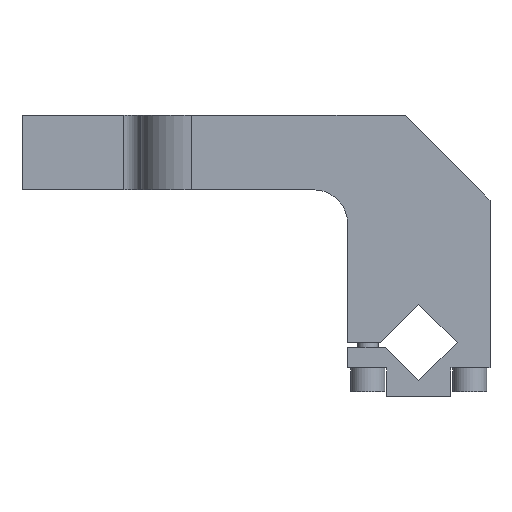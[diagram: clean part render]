
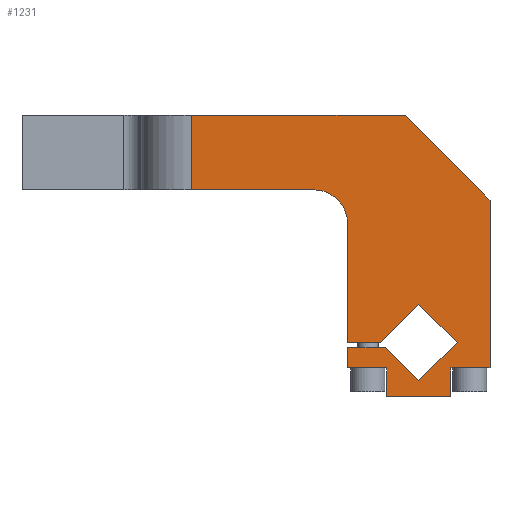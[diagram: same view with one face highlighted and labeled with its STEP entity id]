
A CAD part, left-side view. The second image highlights one B-rep face of the part: STEP entity #1231.
In plain terms, the highlighted planar face has unit normal (-1, 0, 0).
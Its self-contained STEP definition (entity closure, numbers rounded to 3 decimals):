
#84=PLANE('',#1334);
#143=FACE_OUTER_BOUND('',#229,.T.);
#229=EDGE_LOOP('',(#1106,#1107,#1108,#1109,#1110,#1111,#1112,#1113,#1114,
#1115,#1116,#1117,#1118,#1119,#1120,#1121,#1122,#1123,#1124,#1125,#1126));
#238=LINE('',#1690,#370);
#241=LINE('',#1702,#373);
#260=LINE('',#1779,#392);
#271=LINE('',#1798,#403);
#276=LINE('',#1847,#408);
#277=LINE('',#1849,#409);
#281=LINE('',#1857,#413);
#282=LINE('',#1859,#414);
#325=LINE('',#1941,#457);
#329=LINE('',#1949,#461);
#333=LINE('',#1957,#465);
#337=LINE('',#1965,#469);
#341=LINE('',#1973,#473);
#345=LINE('',#1981,#477);
#347=LINE('',#1985,#479);
#351=LINE('',#1993,#483);
#355=LINE('',#2001,#487);
#357=LINE('',#2005,#489);
#361=LINE('',#2013,#493);
#363=LINE('',#2017,#495);
#370=VECTOR('',#1353,35.);
#373=VECTOR('',#1364,36.006);
#392=VECTOR('',#1435,63.006);
#403=VECTOR('',#1452,22.);
#408=VECTOR('',#1515,5.5);
#409=VECTOR('',#1516,6.);
#413=VECTOR('',#1522,6.);
#414=VECTOR('',#1523,5.5);
#457=VECTOR('',#1584,9.686);
#461=VECTOR('',#1592,16.);
#465=VECTOR('',#1600,16.);
#469=VECTOR('',#1608,16.);
#473=VECTOR('',#1616,13.879);
#477=VECTOR('',#1624,11.186);
#479=VECTOR('',#1630,6.);
#483=VECTOR('',#1638,8.5);
#487=VECTOR('',#1646,19.);
#489=VECTOR('',#1652,8.5);
#493=VECTOR('',#1660,49.5);
#495=VECTOR('',#1666,35.355);
#497=CIRCLE('',#1239,10.);
#534=VERTEX_POINT('',#1676);
#535=VERTEX_POINT('',#1678);
#539=VERTEX_POINT('',#1688);
#544=VERTEX_POINT('',#1701);
#575=VERTEX_POINT('',#1776);
#576=VERTEX_POINT('',#1778);
#587=VERTEX_POINT('',#1820);
#589=VERTEX_POINT('',#1826);
#596=VERTEX_POINT('',#1845);
#597=VERTEX_POINT('',#1848);
#600=VERTEX_POINT('',#1855);
#601=VERTEX_POINT('',#1858);
#631=VERTEX_POINT('',#1939);
#633=VERTEX_POINT('',#1947);
#635=VERTEX_POINT('',#1955);
#637=VERTEX_POINT('',#1963);
#639=VERTEX_POINT('',#1971);
#641=VERTEX_POINT('',#1979);
#643=VERTEX_POINT('',#1991);
#645=VERTEX_POINT('',#1999);
#647=VERTEX_POINT('',#2011);
#650=EDGE_CURVE('',#534,#535,#497,.T.);
#656=EDGE_CURVE('',#534,#539,#238,.T.);
#661=EDGE_CURVE('',#544,#535,#241,.T.);
#700=EDGE_CURVE('',#576,#575,#260,.T.);
#711=EDGE_CURVE('',#544,#575,#271,.T.);
#728=EDGE_CURVE('',#587,#596,#276,.T.);
#729=EDGE_CURVE('',#597,#587,#277,.T.);
#733=EDGE_CURVE('',#589,#600,#281,.T.);
#734=EDGE_CURVE('',#601,#589,#282,.T.);
#777=EDGE_CURVE('',#539,#631,#325,.T.);
#781=EDGE_CURVE('',#631,#633,#329,.T.);
#785=EDGE_CURVE('',#633,#635,#333,.T.);
#789=EDGE_CURVE('',#635,#637,#337,.T.);
#793=EDGE_CURVE('',#637,#639,#341,.T.);
#797=EDGE_CURVE('',#639,#641,#345,.T.);
#799=EDGE_CURVE('',#641,#597,#347,.T.);
#803=EDGE_CURVE('',#596,#643,#351,.T.);
#807=EDGE_CURVE('',#643,#645,#355,.T.);
#809=EDGE_CURVE('',#645,#601,#357,.T.);
#813=EDGE_CURVE('',#600,#647,#361,.T.);
#815=EDGE_CURVE('',#647,#576,#363,.T.);
#1106=ORIENTED_EDGE('',*,*,#711,.F.);
#1107=ORIENTED_EDGE('',*,*,#661,.T.);
#1108=ORIENTED_EDGE('',*,*,#650,.F.);
#1109=ORIENTED_EDGE('',*,*,#656,.T.);
#1110=ORIENTED_EDGE('',*,*,#777,.T.);
#1111=ORIENTED_EDGE('',*,*,#781,.T.);
#1112=ORIENTED_EDGE('',*,*,#785,.T.);
#1113=ORIENTED_EDGE('',*,*,#789,.T.);
#1114=ORIENTED_EDGE('',*,*,#793,.T.);
#1115=ORIENTED_EDGE('',*,*,#797,.T.);
#1116=ORIENTED_EDGE('',*,*,#799,.T.);
#1117=ORIENTED_EDGE('',*,*,#729,.T.);
#1118=ORIENTED_EDGE('',*,*,#728,.T.);
#1119=ORIENTED_EDGE('',*,*,#803,.T.);
#1120=ORIENTED_EDGE('',*,*,#807,.T.);
#1121=ORIENTED_EDGE('',*,*,#809,.T.);
#1122=ORIENTED_EDGE('',*,*,#734,.T.);
#1123=ORIENTED_EDGE('',*,*,#733,.T.);
#1124=ORIENTED_EDGE('',*,*,#813,.T.);
#1125=ORIENTED_EDGE('',*,*,#815,.T.);
#1126=ORIENTED_EDGE('',*,*,#700,.T.);
#1231=ADVANCED_FACE('',(#143),#84,.T.);
#1239=AXIS2_PLACEMENT_3D('',#1679,#1344,#1345);
#1334=AXIS2_PLACEMENT_3D('',#2016,#1664,#1665);
#1344=DIRECTION('center_axis',(-1.,0.,0.));
#1345=DIRECTION('ref_axis',(0.,-0.707,0.707));
#1353=DIRECTION('',(0.,0.,-1.));
#1364=DIRECTION('',(0.,-1.,0.));
#1435=DIRECTION('',(0.,1.,0.));
#1452=DIRECTION('',(0.,0.,1.));
#1515=DIRECTION('',(0.,-1.,0.));
#1516=DIRECTION('',(0.,-1.,0.));
#1522=DIRECTION('',(0.,-1.,0.));
#1523=DIRECTION('',(0.,-1.,0.));
#1584=DIRECTION('',(0.,-1.,0.));
#1592=DIRECTION('',(0.,-0.707,0.707));
#1600=DIRECTION('',(0.,-0.707,-0.707));
#1608=DIRECTION('',(0.,0.707,-0.707));
#1616=DIRECTION('',(0.,0.707,0.707));
#1624=DIRECTION('',(0.,1.,0.));
#1630=DIRECTION('',(0.,0.,-1.));
#1638=DIRECTION('',(0.,0.,-1.));
#1646=DIRECTION('',(0.,-1.,0.));
#1652=DIRECTION('',(0.,0.,1.));
#1660=DIRECTION('',(0.,0.,1.));
#1664=DIRECTION('center_axis',(-1.,0.,0.));
#1665=DIRECTION('ref_axis',(0.,0.,1.));
#1666=DIRECTION('',(0.,0.707,0.707));
#1676=CARTESIAN_POINT('',(-27.5,21.,35.));
#1678=CARTESIAN_POINT('',(-27.5,31.,45.));
#1679=CARTESIAN_POINT('Origin',(-27.5,31.,35.));
#1688=CARTESIAN_POINT('',(-27.5,21.,0.));
#1690=CARTESIAN_POINT('',(-27.5,21.,0.));
#1701=CARTESIAN_POINT('',(-27.5,67.006,45.));
#1702=CARTESIAN_POINT('',(-27.5,21.,45.));
#1776=CARTESIAN_POINT('',(-27.5,67.006,67.));
#1778=CARTESIAN_POINT('',(-27.5,4.,67.));
#1779=CARTESIAN_POINT('',(-27.5,82.,67.));
#1798=CARTESIAN_POINT('',(-27.5,67.006,56.));
#1820=CARTESIAN_POINT('',(-27.5,15.,-7.5));
#1826=CARTESIAN_POINT('',(-27.5,-15.,-7.5));
#1845=CARTESIAN_POINT('',(-27.5,9.5,-7.5));
#1847=CARTESIAN_POINT('',(-27.5,9.5,-7.5));
#1848=CARTESIAN_POINT('',(-27.5,21.,-7.5));
#1849=CARTESIAN_POINT('',(-27.5,9.5,-7.5));
#1855=CARTESIAN_POINT('',(-27.5,-21.,-7.5));
#1857=CARTESIAN_POINT('',(-27.5,-21.,-7.5));
#1858=CARTESIAN_POINT('',(-27.5,-9.5,-7.5));
#1859=CARTESIAN_POINT('',(-27.5,-21.,-7.5));
#1939=CARTESIAN_POINT('',(-27.5,11.314,0.));
#1941=CARTESIAN_POINT('',(-27.5,11.314,0.));
#1947=CARTESIAN_POINT('',(-27.5,0.,11.314));
#1949=CARTESIAN_POINT('',(-27.5,0.,11.314));
#1955=CARTESIAN_POINT('',(-27.5,-11.314,0.));
#1957=CARTESIAN_POINT('',(-27.5,-11.314,0.));
#1963=CARTESIAN_POINT('',(-27.5,0.,-11.314));
#1965=CARTESIAN_POINT('',(-27.5,0.,-11.314));
#1971=CARTESIAN_POINT('',(-27.5,9.814,-1.5));
#1973=CARTESIAN_POINT('',(-27.5,9.814,-1.5));
#1979=CARTESIAN_POINT('',(-27.5,21.,-1.5));
#1981=CARTESIAN_POINT('',(-27.5,21.,-1.5));
#1985=CARTESIAN_POINT('',(-27.5,21.,-7.5));
#1991=CARTESIAN_POINT('',(-27.5,9.5,-16.));
#1993=CARTESIAN_POINT('',(-27.5,9.5,-16.));
#1999=CARTESIAN_POINT('',(-27.5,-9.5,-16.));
#2001=CARTESIAN_POINT('',(-27.5,-9.5,-16.));
#2005=CARTESIAN_POINT('',(-27.5,-9.5,-7.5));
#2011=CARTESIAN_POINT('',(-27.5,-21.,42.));
#2013=CARTESIAN_POINT('',(-27.5,-21.,42.));
#2016=CARTESIAN_POINT('Origin',(-27.5,19.008,27.993));
#2017=CARTESIAN_POINT('',(-27.5,4.,67.));
